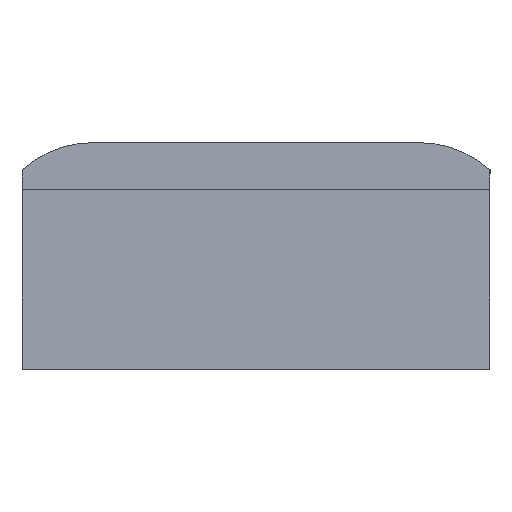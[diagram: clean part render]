
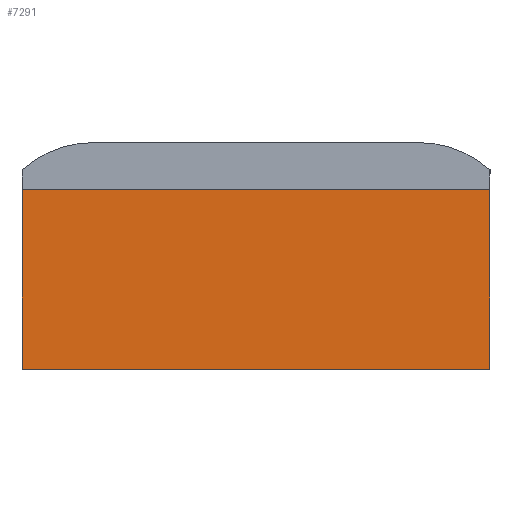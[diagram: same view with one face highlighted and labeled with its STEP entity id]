
A CAD part, left-side view. The second image highlights one B-rep face of the part: STEP entity #7291.
In plain terms, the highlighted planar face has unit normal (-1, 0, 0).
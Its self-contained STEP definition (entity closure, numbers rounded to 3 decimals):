
#61 = ORIENTED_EDGE ( 'NONE', *, *, #7885, .T. ) ;
#1039 = AXIS2_PLACEMENT_3D ( 'NONE', #9693, #11864, #2863 ) ;
#1096 = EDGE_CURVE ( 'NONE', #10715, #10018, #4898, .T. ) ;
#1177 = VERTEX_POINT ( 'NONE', #12054 ) ;
#1586 = CARTESIAN_POINT ( 'NONE',  ( -30., 0., -50. ) ) ;
#2488 = VERTEX_POINT ( 'NONE', #7199 ) ;
#2863 = DIRECTION ( 'NONE',  ( 0., 0., -1. ) ) ;
#4035 = DIRECTION ( 'NONE',  ( 0., 0., 1. ) ) ;
#4898 = LINE ( 'NONE', #1586, #13300 ) ;
#6336 = PLANE ( 'NONE',  #1039 ) ;
#7199 = CARTESIAN_POINT ( 'NONE',  ( -30., -65., 0. ) ) ;
#7263 = CARTESIAN_POINT ( 'NONE',  ( -30., 65., -50. ) ) ;
#7291 = ADVANCED_FACE ( 'NONE', ( #11937 ), #6336, .T. ) ;
#7885 = EDGE_CURVE ( 'NONE', #10715, #2488, #8074, .T. ) ;
#8074 = LINE ( 'NONE', #12618, #10994 ) ;
#8657 = VECTOR ( 'NONE', #10649, 1000. ) ;
#9105 = EDGE_CURVE ( 'NONE', #10018, #1177, #10842, .T. ) ;
#9149 = ORIENTED_EDGE ( 'NONE', *, *, #11253, .T. ) ;
#9345 = DIRECTION ( 'NONE',  ( 0., 0., 1. ) ) ;
#9693 = CARTESIAN_POINT ( 'NONE',  ( -30., 0., -50. ) ) ;
#10018 = VERTEX_POINT ( 'NONE', #12127 ) ;
#10392 = ORIENTED_EDGE ( 'NONE', *, *, #9105, .F. ) ;
#10487 = LINE ( 'NONE', #14067, #8657 ) ;
#10649 = DIRECTION ( 'NONE',  ( 0., 1., 0. ) ) ;
#10715 = VERTEX_POINT ( 'NONE', #11043 ) ;
#10801 = VECTOR ( 'NONE', #4035, 1000. ) ;
#10842 = LINE ( 'NONE', #7263, #10801 ) ;
#10994 = VECTOR ( 'NONE', #9345, 1000. ) ;
#11043 = CARTESIAN_POINT ( 'NONE',  ( -30., -65., -50. ) ) ;
#11253 = EDGE_CURVE ( 'NONE', #2488, #1177, #10487, .T. ) ;
#11446 = EDGE_LOOP ( 'NONE', ( #9149, #10392, #13887, #61 ) ) ;
#11686 = DIRECTION ( 'NONE',  ( 0., 1., 0. ) ) ;
#11864 = DIRECTION ( 'NONE',  ( -1., 0., 0. ) ) ;
#11937 = FACE_OUTER_BOUND ( 'NONE', #11446, .T. ) ;
#12054 = CARTESIAN_POINT ( 'NONE',  ( -30., 65., 0. ) ) ;
#12127 = CARTESIAN_POINT ( 'NONE',  ( -30., 65., -50. ) ) ;
#12618 = CARTESIAN_POINT ( 'NONE',  ( -30., -65., -50. ) ) ;
#13300 = VECTOR ( 'NONE', #11686, 1000. ) ;
#13887 = ORIENTED_EDGE ( 'NONE', *, *, #1096, .F. ) ;
#14067 = CARTESIAN_POINT ( 'NONE',  ( -30., 0., 0. ) ) ;
